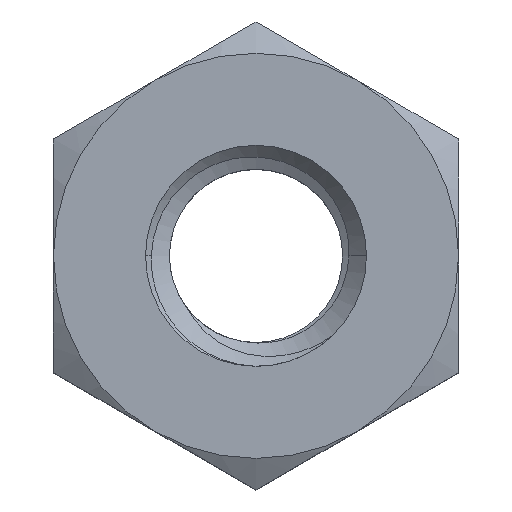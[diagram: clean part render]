
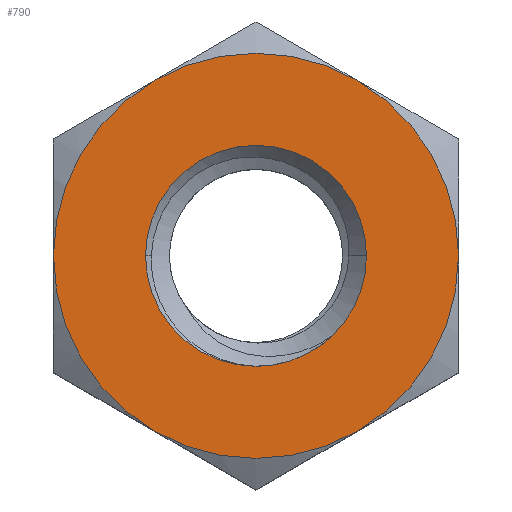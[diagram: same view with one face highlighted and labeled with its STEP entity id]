
A CAD part, top view. The second image highlights one B-rep face of the part: STEP entity #790.
In plain terms, the highlighted face is planar.
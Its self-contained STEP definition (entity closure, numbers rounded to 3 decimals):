
#22=FACE_BOUND('',#162,.T.);
#30=PLANE('',#867);
#112=FACE_OUTER_BOUND('',#161,.T.);
#161=EDGE_LOOP('',(#634,#635,#636,#637,#638,#639));
#162=EDGE_LOOP('',(#640,#641,#642,#643));
#279=CIRCLE('',#835,1.5);
#281=CIRCLE('',#845,1.5);
#282=CIRCLE('',#847,1.5);
#292=CIRCLE('',#868,2.75);
#293=CIRCLE('',#869,2.75);
#294=CIRCLE('',#870,2.75);
#295=CIRCLE('',#871,2.75);
#296=CIRCLE('',#872,2.75);
#297=CIRCLE('',#873,2.75);
#298=CIRCLE('',#874,1.5);
#322=VERTEX_POINT('',#1271);
#323=VERTEX_POINT('',#1279);
#342=VERTEX_POINT('',#1466);
#343=VERTEX_POINT('',#1468);
#352=VERTEX_POINT('',#1544);
#356=VERTEX_POINT('',#1570);
#360=VERTEX_POINT('',#1600);
#364=VERTEX_POINT('',#1626);
#368=VERTEX_POINT('',#1652);
#372=VERTEX_POINT('',#1682);
#408=EDGE_CURVE('',#323,#322,#279,.T.);
#433=EDGE_CURVE('',#342,#343,#281,.T.);
#436=EDGE_CURVE('',#343,#323,#282,.T.);
#484=EDGE_CURVE('',#368,#372,#292,.T.);
#485=EDGE_CURVE('',#368,#364,#293,.T.);
#486=EDGE_CURVE('',#364,#360,#294,.T.);
#487=EDGE_CURVE('',#360,#356,#295,.T.);
#488=EDGE_CURVE('',#356,#352,#296,.T.);
#489=EDGE_CURVE('',#352,#372,#297,.T.);
#490=EDGE_CURVE('',#322,#342,#298,.T.);
#634=ORIENTED_EDGE('',*,*,#484,.F.);
#635=ORIENTED_EDGE('',*,*,#485,.T.);
#636=ORIENTED_EDGE('',*,*,#486,.T.);
#637=ORIENTED_EDGE('',*,*,#487,.T.);
#638=ORIENTED_EDGE('',*,*,#488,.T.);
#639=ORIENTED_EDGE('',*,*,#489,.T.);
#640=ORIENTED_EDGE('',*,*,#408,.F.);
#641=ORIENTED_EDGE('',*,*,#436,.F.);
#642=ORIENTED_EDGE('',*,*,#433,.F.);
#643=ORIENTED_EDGE('',*,*,#490,.F.);
#790=ADVANCED_FACE('',(#112,#22),#30,.F.);
#835=AXIS2_PLACEMENT_3D('',#1285,#930,#931);
#845=AXIS2_PLACEMENT_3D('',#1469,#958,#959);
#847=AXIS2_PLACEMENT_3D('',#1486,#963,#964);
#867=AXIS2_PLACEMENT_3D('',#1727,#1012,#1013);
#868=AXIS2_PLACEMENT_3D('',#1728,#1014,#1015);
#869=AXIS2_PLACEMENT_3D('',#1729,#1016,#1017);
#870=AXIS2_PLACEMENT_3D('',#1730,#1018,#1019);
#871=AXIS2_PLACEMENT_3D('',#1731,#1020,#1021);
#872=AXIS2_PLACEMENT_3D('',#1732,#1022,#1023);
#873=AXIS2_PLACEMENT_3D('',#1733,#1024,#1025);
#874=AXIS2_PLACEMENT_3D('',#1734,#1026,#1027);
#930=DIRECTION('center_axis',(0.,0.,-1.));
#931=DIRECTION('ref_axis',(-1.,0.,0.));
#958=DIRECTION('center_axis',(0.,0.,-1.));
#959=DIRECTION('ref_axis',(-1.,0.,0.));
#963=DIRECTION('center_axis',(0.,0.,-1.));
#964=DIRECTION('ref_axis',(-1.,0.,0.));
#1012=DIRECTION('center_axis',(0.,0.,1.));
#1013=DIRECTION('ref_axis',(1.,0.,0.));
#1014=DIRECTION('center_axis',(0.,0.,1.));
#1015=DIRECTION('ref_axis',(1.,0.,0.));
#1016=DIRECTION('center_axis',(0.,0.,-1.));
#1017=DIRECTION('ref_axis',(1.,0.,0.));
#1018=DIRECTION('center_axis',(0.,0.,-1.));
#1019=DIRECTION('ref_axis',(1.,0.,0.));
#1020=DIRECTION('center_axis',(0.,0.,-1.));
#1021=DIRECTION('ref_axis',(1.,0.,0.));
#1022=DIRECTION('center_axis',(0.,0.,-1.));
#1023=DIRECTION('ref_axis',(1.,0.,0.));
#1024=DIRECTION('center_axis',(0.,0.,-1.));
#1025=DIRECTION('ref_axis',(1.,0.,0.));
#1026=DIRECTION('center_axis',(0.,0.,-1.));
#1027=DIRECTION('ref_axis',(-1.,0.,0.));
#1271=CARTESIAN_POINT('',(1.051,1.07,-1.2));
#1279=CARTESIAN_POINT('',(0.,1.5,-1.2));
#1285=CARTESIAN_POINT('Origin',(0.,0.,-1.2));
#1466=CARTESIAN_POINT('',(1.5,0.,-1.2));
#1468=CARTESIAN_POINT('',(-1.5,0.,-1.2));
#1469=CARTESIAN_POINT('Origin',(0.,0.,-1.2));
#1486=CARTESIAN_POINT('Origin',(0.,0.,-1.2));
#1544=CARTESIAN_POINT('',(-1.375,2.382,-1.2));
#1570=CARTESIAN_POINT('',(-2.75,0.,-1.2));
#1600=CARTESIAN_POINT('',(-1.375,-2.382,-1.2));
#1626=CARTESIAN_POINT('',(1.375,-2.382,-1.2));
#1652=CARTESIAN_POINT('',(2.75,0.,-1.2));
#1682=CARTESIAN_POINT('',(1.375,2.382,-1.2));
#1727=CARTESIAN_POINT('Origin',(-2.75,1.588,-1.2));
#1728=CARTESIAN_POINT('Origin',(0.,0.,-1.2));
#1729=CARTESIAN_POINT('Origin',(0.,0.,-1.2));
#1730=CARTESIAN_POINT('Origin',(0.,0.,-1.2));
#1731=CARTESIAN_POINT('Origin',(0.,0.,-1.2));
#1732=CARTESIAN_POINT('Origin',(0.,0.,-1.2));
#1733=CARTESIAN_POINT('Origin',(0.,0.,-1.2));
#1734=CARTESIAN_POINT('Origin',(0.,0.,-1.2));
